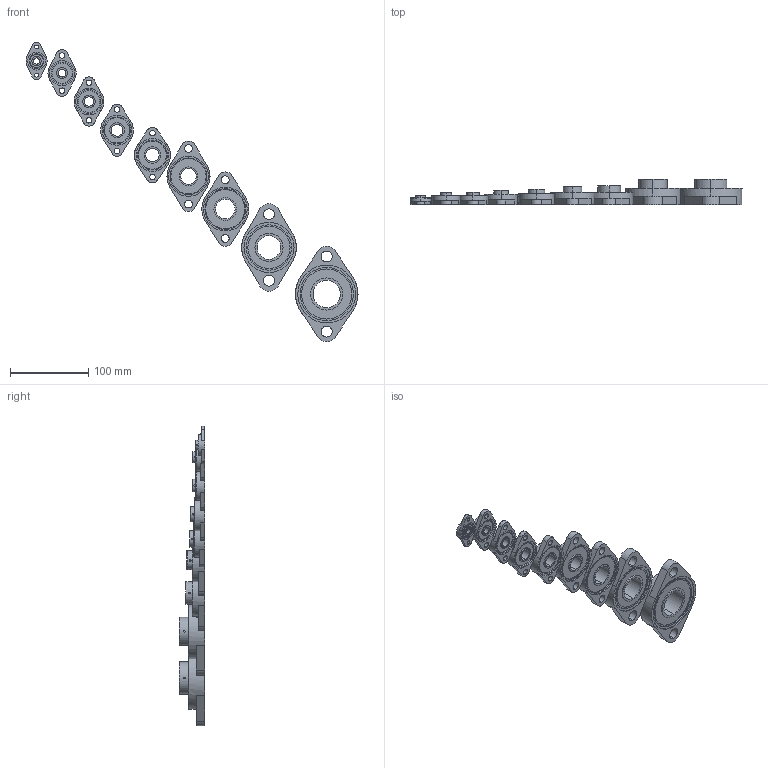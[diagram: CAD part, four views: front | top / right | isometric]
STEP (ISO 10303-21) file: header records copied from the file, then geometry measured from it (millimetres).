
FILE_DESCRIPTION (( 'STEP AP214' ), '1' );
FILE_NAME ('KFL Series.STEP', '2025-10-04T06:47:40', ( '' ), ( '' ), 'SwSTEP 2.0', 'SolidWorks 2022', '' );
FILE_SCHEMA (( 'AUTOMOTIVE_DESIGN' ));
Length unit declared in the file: millimetre
Products named in the file (10): KFL002 block flange ball bearing 15 diameter shaft; KFL003 block flange ball bearing 17 diameter shaft; KFL001 block flange ball bearing 12 diameter shaft; KFL000 block flange ball bearing 10mm diameter shaft; KFL Series; KFL007 block flange ball bearing 35 diameter shaft; KFL08 block flange ball bearing 08 diameter shaft; KFL004 block flange ball bearing 20 diameter shaft; KFL006 block flange ball bearing 30 diameter shaft; KFL005 block flange ball bearing 25 diameter shaft
Assembly tree (9 placements, depth 2):
  KFL Series
    KFL08 block flange ball bearing 08 diameter shaft
    KFL000 block flange ball bearing 10mm diameter shaft
    KFL001 block flange ball bearing 12 diameter shaft
    KFL002 block flange ball bearing 15 diameter shaft
    KFL003 block flange ball bearing 17 diameter shaft
    KFL004 block flange ball bearing 20 diameter shaft
    KFL005 block flange ball bearing 25 diameter shaft
    KFL006 block flange ball bearing 30 diameter shaft
    KFL007 block flange ball bearing 35 diameter shaft
Bounding box: 424.52 x 33 x 382.9 mm (x, y, z)
Volume: 312292.9 mm3; surface area: 99311.4 mm2
Topology: 9 solids, 9 shells, 523 faces, 1253 edges, 802 vertices
Faces by surface type: cylinder 271, plane 144, torus 108
Entity records: 21200 total; most frequent: CARTESIAN_POINT 3802, DIRECTION 2945, ORIENTED_EDGE 2506, AXIS2_PLACEMENT_3D 1265, EDGE_CURVE 1253, VERTEX_POINT 802, CIRCLE 730, EDGE_LOOP 667
